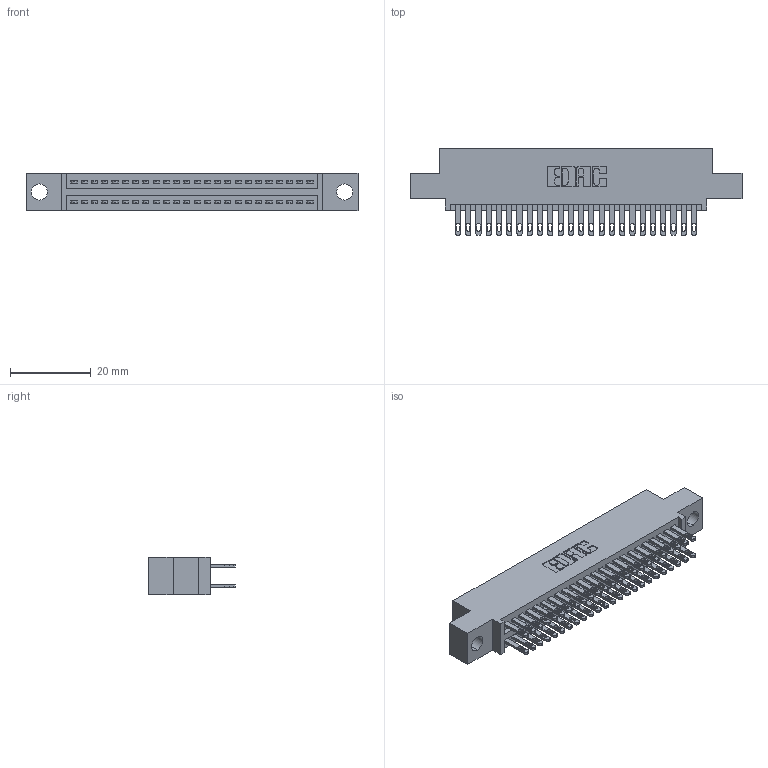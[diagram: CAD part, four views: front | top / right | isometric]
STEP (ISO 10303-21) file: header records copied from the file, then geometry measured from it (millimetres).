
FILE_DESCRIPTION (( 'STEP AP203' ), '1' );
FILE_NAME ('345-048-500-504.STEP', '2021-05-20T02:37:52', ( '' ), ( '' ), 'SwSTEP 2.0', 'SolidWorks 2020', '' );
FILE_SCHEMA (( 'CONFIG_CONTROL_DESIGN' ));
Length unit declared in the file: inch
Products named in the file (3): 345 Part_0.110 Offset - 0.156 Dia-TI; 345-048-500-504; 345-292-001_345-293-100
Assembly tree (49 placements, depth 2):
  345-048-500-504
    345 Part_0.110 Offset - 0.156 Dia-TI
    345-292-001_345-293-100  x48
Bounding box: 82.17 x 21.51 x 9.4 mm (x, y, z)
Volume: 7782.3 mm3; surface area: 11588.9 mm2
Topology: 49 solids, 49 shells, 2352 faces, 7157 edges, 4770 vertices
Faces by surface type: plane 1394, cylinder 958
Entity records: 21735 total; most frequent: CARTESIAN_POINT 3666, ORIENTED_EDGE 3598, DIRECTION 3255, EDGE_CURVE 1799, LINE 1567, VECTOR 1567, VERTEX_POINT 1198, AXIS2_PLACEMENT_3D 844
